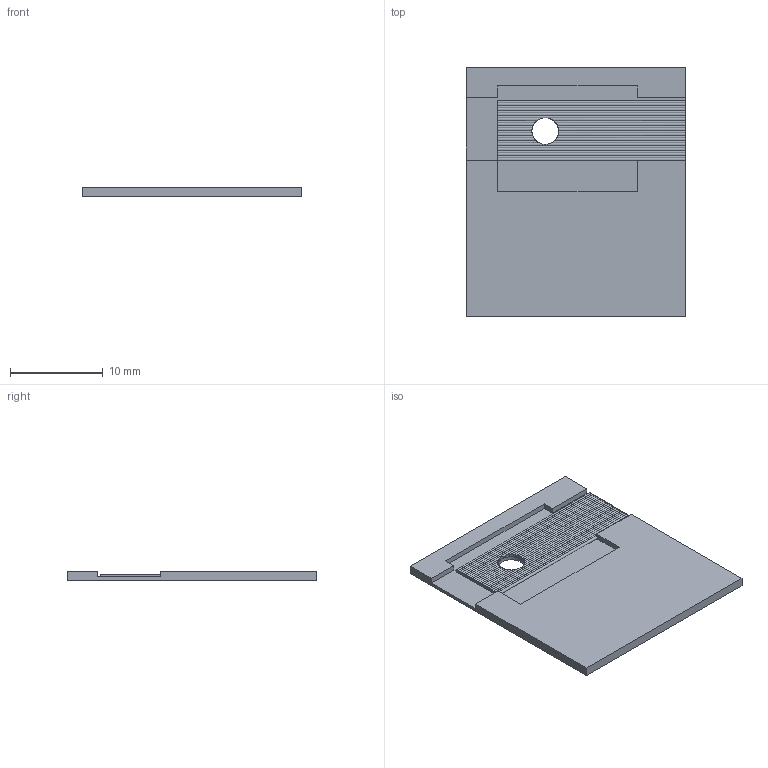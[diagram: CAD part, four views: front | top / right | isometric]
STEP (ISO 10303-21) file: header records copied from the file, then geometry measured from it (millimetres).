
FILE_DESCRIPTION(/* description */ (''),/* implementation_level */ '2;1');
FILE_NAME(/* name */ '00_cellSTORM_chip_01_old.ipt.step',/* time_stamp */ '2022-11-29T07:37:27+01:00',/* author */ ('diederichbenedict'),/* organization */ (''),/* preprocessor_version */ 'ST-DEVELOPER v18.1',/* originating_system */ 'Autodesk Inventor 2022',/* authorisation */ '');
FILE_SCHEMA (('AUTOMOTIVE_DESIGN { 1 0 10303 214 3 1 1 }'));
Length unit declared in the file: millimetre
Products named in the file (1): 00_cellSTORM_chip_01_old
Bounding box: 23.76 x 27 x 1 mm (x, y, z)
Volume: 532.1 mm3; surface area: 1717.9 mm2
Topology: 1 solids, 1 shells, 133 faces, 428 edges, 247 vertices
Faces by surface type: cylinder 103, plane 30
Full cylindrical faces by diameter (mm): 2.89 x2
Entity records: 5405 total; most frequent: CARTESIAN_POINT 1432, ORIENTED_EDGE 904, DIRECTION 820, EDGE_CURVE 452, AXIS2_PLACEMENT_3D 301, VERTEX_POINT 247, LINE 218, VECTOR 218
